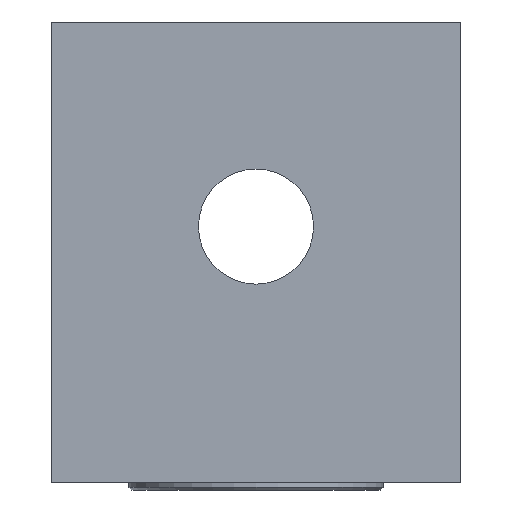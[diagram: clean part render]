
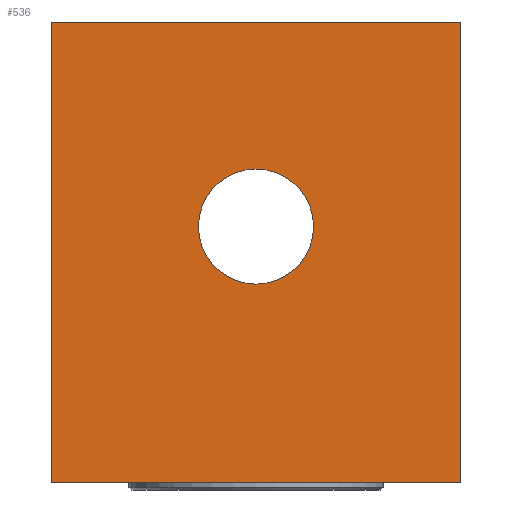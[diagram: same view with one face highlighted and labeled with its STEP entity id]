
A CAD part, front view. The second image highlights one B-rep face of the part: STEP entity #536.
In plain terms, the highlighted planar face has unit normal (0, -1, 0).
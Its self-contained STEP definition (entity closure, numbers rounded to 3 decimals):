
#61=LINE('',#938,#100);
#64=LINE('',#946,#103);
#69=LINE('',#956,#108);
#70=LINE('',#958,#109);
#100=VECTOR('',#769,1000.);
#103=VECTOR('',#774,1000.);
#108=VECTOR('',#785,1000.);
#109=VECTOR('',#788,1000.);
#134=FACE_BOUND('',#192,.T.);
#156=FACE_OUTER_BOUND('',#191,.T.);
#191=EDGE_LOOP('',(#425,#426,#427,#428));
#192=EDGE_LOOP('',(#429));
#229=CIRCLE('',#659,4.5);
#254=VERTEX_POINT('',#927);
#259=VERTEX_POINT('',#936);
#262=VERTEX_POINT('',#943);
#263=VERTEX_POINT('',#945);
#266=VERTEX_POINT('',#959);
#315=EDGE_CURVE('',#259,#254,#61,.T.);
#318=EDGE_CURVE('',#263,#262,#64,.T.);
#324=EDGE_CURVE('',#259,#263,#69,.T.);
#325=EDGE_CURVE('',#254,#262,#70,.T.);
#326=EDGE_CURVE('',#266,#266,#229,.T.);
#425=ORIENTED_EDGE('',*,*,#318,.T.);
#426=ORIENTED_EDGE('',*,*,#325,.F.);
#427=ORIENTED_EDGE('',*,*,#315,.F.);
#428=ORIENTED_EDGE('',*,*,#324,.T.);
#429=ORIENTED_EDGE('',*,*,#326,.F.);
#512=PLANE('',#658);
#536=ADVANCED_FACE('',(#156,#134),#512,.F.);
#658=AXIS2_PLACEMENT_3D('',#957,#786,#787);
#659=AXIS2_PLACEMENT_3D('',#960,#789,#790);
#769=DIRECTION('',(0.,0.,-1.));
#774=DIRECTION('',(0.,0.,-1.));
#785=DIRECTION('',(-1.,0.,0.));
#786=DIRECTION('center_axis',(0.,1.,0.));
#787=DIRECTION('ref_axis',(0.,0.,1.));
#788=DIRECTION('',(-1.,0.,0.));
#789=DIRECTION('center_axis',(0.,-1.,0.));
#790=DIRECTION('ref_axis',(0.,0.,-1.));
#927=CARTESIAN_POINT('',(32.,0.,0.));
#936=CARTESIAN_POINT('',(32.,0.,36.));
#938=CARTESIAN_POINT('',(32.,0.,36.));
#943=CARTESIAN_POINT('',(0.,0.,0.));
#945=CARTESIAN_POINT('',(0.,0.,36.));
#946=CARTESIAN_POINT('',(0.,0.,36.));
#956=CARTESIAN_POINT('',(32.,0.,36.));
#957=CARTESIAN_POINT('Origin',(32.,0.,36.));
#958=CARTESIAN_POINT('',(32.,0.,0.));
#959=CARTESIAN_POINT('',(16.,0.,24.5));
#960=CARTESIAN_POINT('Origin',(16.,0.,20.));
